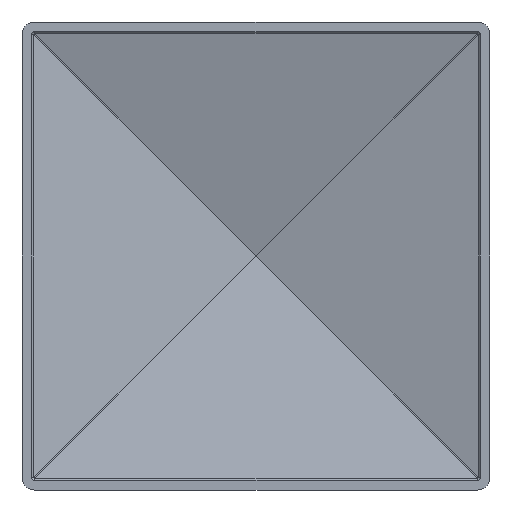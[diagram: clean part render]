
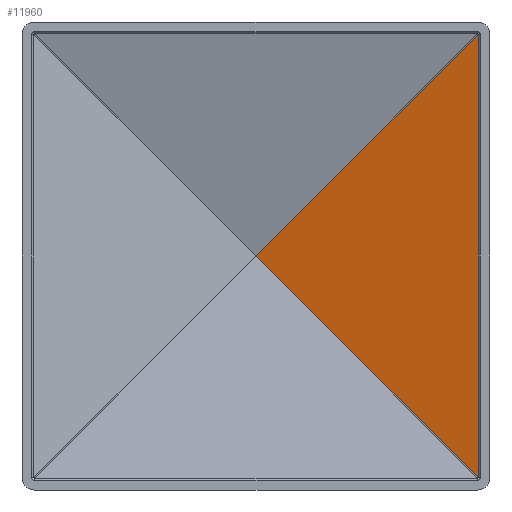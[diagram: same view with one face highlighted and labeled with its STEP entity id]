
A CAD part, front view. The second image highlights one B-rep face of the part: STEP entity #11960.
In plain terms, the highlighted planar face has unit normal (-0.263, -0.965, 0).
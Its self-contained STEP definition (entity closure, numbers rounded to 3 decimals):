
#240 = EDGE_LOOP ( 'NONE', ( #4718, #661, #7232 ) ) ;
#365 = DIRECTION ( 'NONE',  ( -0.694, 0.189, -0.694 ) ) ;
#484 = CARTESIAN_POINT ( 'NONE',  ( -17.846, 23.307, -17.977 ) ) ;
#661 = ORIENTED_EDGE ( 'NONE', *, *, #11845, .T. ) ;
#839 = FACE_OUTER_BOUND ( 'NONE', #240, .T. ) ;
#1151 = AXIS2_PLACEMENT_3D ( 'NONE', #9646, #8579, #1486 ) ;
#1486 = DIRECTION ( 'NONE',  ( 0.965, -0.263, 0. ) ) ;
#1630 = LINE ( 'NONE', #8280, #4490 ) ;
#1932 = LINE ( 'NONE', #5292, #7353 ) ;
#3818 = VECTOR ( 'NONE', #365, 1000. ) ;
#4160 = LINE ( 'NONE', #484, #3818 ) ;
#4490 = VECTOR ( 'NONE', #7159, 1000. ) ;
#4718 = ORIENTED_EDGE ( 'NONE', *, *, #12585, .T. ) ;
#4872 = VERTEX_POINT ( 'NONE', #8040 ) ;
#5056 = VERTEX_POINT ( 'NONE', #5510 ) ;
#5292 = CARTESIAN_POINT ( 'NONE',  ( 17.591, 13.661, -17.46 ) ) ;
#5510 = CARTESIAN_POINT ( 'NONE',  ( 0.131, 18.413, 0. ) ) ;
#5784 = VERTEX_POINT ( 'NONE', #7442 ) ;
#6654 = PLANE ( 'NONE',  #1151 ) ;
#6699 = DIRECTION ( 'NONE',  ( 0.694, -0.189, -0.694 ) ) ;
#7159 = DIRECTION ( 'NONE',  ( 0., 0., 1. ) ) ;
#7232 = ORIENTED_EDGE ( 'NONE', *, *, #11106, .T. ) ;
#7353 = VECTOR ( 'NONE', #6699, 1000. ) ;
#7442 = CARTESIAN_POINT ( 'NONE',  ( 34.881, 8.954, 34.75 ) ) ;
#8040 = CARTESIAN_POINT ( 'NONE',  ( 34.881, 8.954, -34.75 ) ) ;
#8280 = CARTESIAN_POINT ( 'NONE',  ( 34.881, 8.954, -36.75 ) ) ;
#8579 = DIRECTION ( 'NONE',  ( -0.263, -0.965, 0. ) ) ;
#9646 = CARTESIAN_POINT ( 'NONE',  ( -0.368, 18.549, -36.75 ) ) ;
#11106 = EDGE_CURVE ( 'NONE', #4872, #5784, #1630, .T. ) ;
#11845 = EDGE_CURVE ( 'NONE', #5056, #4872, #1932, .T. ) ;
#11960 = ADVANCED_FACE ( 'NONE', ( #839 ), #6654, .T. ) ;
#12585 = EDGE_CURVE ( 'NONE', #5784, #5056, #4160, .T. ) ;
